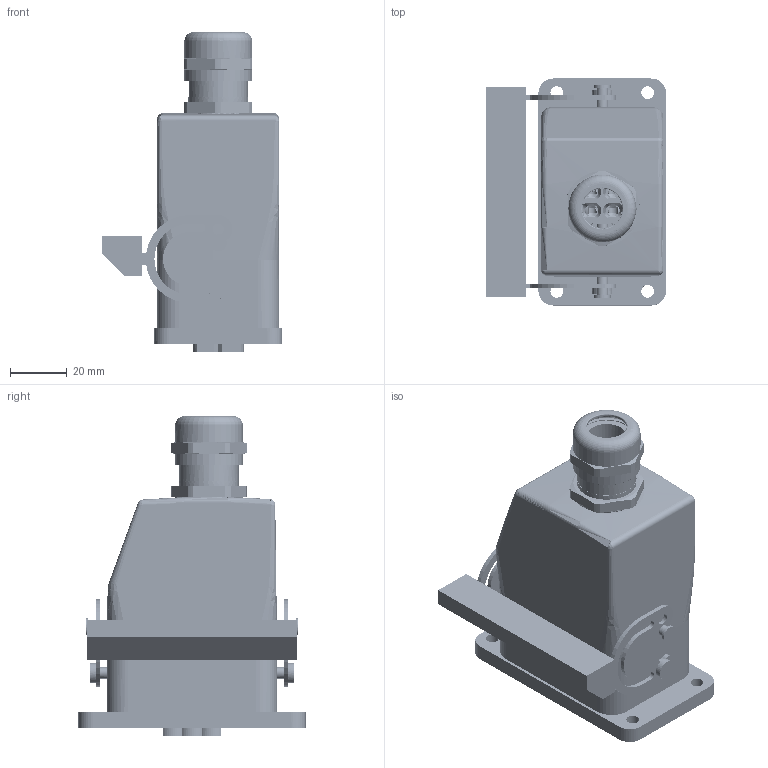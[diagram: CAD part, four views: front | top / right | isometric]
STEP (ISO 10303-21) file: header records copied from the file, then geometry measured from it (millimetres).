
FILE_DESCRIPTION(('CATIA V5 STEP Exchange','CAx-IF Rec.Pracs.--- Model Styling and Organization---1.5--- 2016-08-15','CAx-IF Rec.Pracs.---Supplemental Geometry---1.0---2011-11-01','CAx-IF Rec.Pracs.--- Composite Materials ---1.1---2010-07-15'),'2;1');
FILE_NAME ('019348-1_2', '2025-08-26T06:54:09+00:00', ('none'), ('Weidmueller'), 'CATIA Version 5-6 Release 2024 SP4', 'CATIA V5 STEP AP214 v3', 'none');
FILE_SCHEMA(('AUTOMOTIVE_DESIGN { 1 0 10303 214 1 1 1 1 }'));
Products named in the file (1): 1712660000 
Bounding box: 63.5 x 80 x 112.66 mm (x, y, z)
Volume: 123918.3 mm3; surface area: 104068.6 mm2
Topology: 1 solids, 12 shells, 6167 faces, 19132 edges, 12433 vertices
Faces by surface type: plane 3450, cylinder 1494, cone 646, torus 366, bspline 99, sphere 84, extrusion 20, revolution 8
Entity records: 225781 total; most frequent: CARTESIAN_POINT 70590, ORIENTED_EDGE 37844, DIRECTION 23622, EDGE_CURVE 18922, VERTEX_POINT 12433, VECTOR 10758, LINE 10738, AXIS2_PLACEMENT_3D 8442
